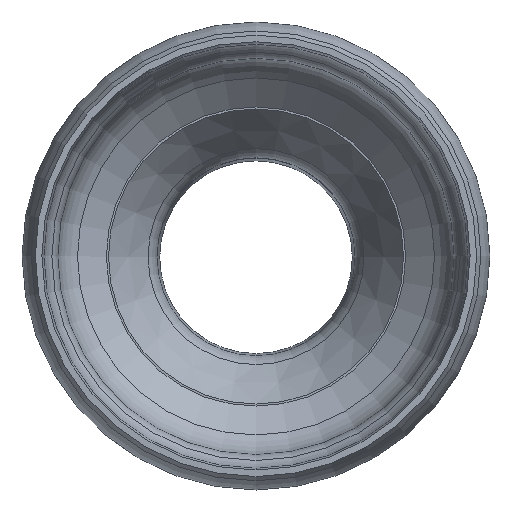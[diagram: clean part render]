
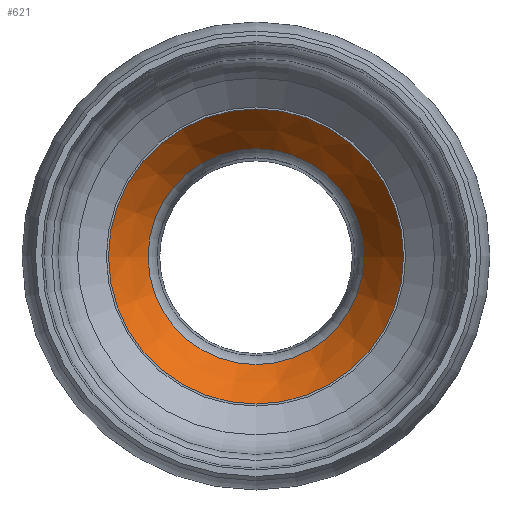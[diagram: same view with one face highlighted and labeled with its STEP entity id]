
A CAD part, top view. The second image highlights one B-rep face of the part: STEP entity #621.
In plain terms, the highlighted conical face has half-angle 33.341 degrees and reference radius 322.132 mm.
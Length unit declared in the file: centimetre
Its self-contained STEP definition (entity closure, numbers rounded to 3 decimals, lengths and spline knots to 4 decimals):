
#80=FACE_OUTER_BOUND('',#120,.T.);
#120=EDGE_LOOP('',(#537,#538,#539,#540,#541));
#146=LINE('',#1142,#164);
#164=VECTOR('',#937,32.2132);
#226=CIRCLE('',#719,27.2219);
#228=CIRCLE('',#721,27.2219);
#229=CIRCLE('',#723,37.2045);
#289=VERTEX_POINT('',#1135);
#290=VERTEX_POINT('',#1136);
#291=VERTEX_POINT('',#1141);
#373=EDGE_CURVE('',#289,#290,#226,.T.);
#375=EDGE_CURVE('',#290,#289,#228,.T.);
#376=EDGE_CURVE('',#290,#291,#146,.T.);
#377=EDGE_CURVE('',#291,#291,#229,.T.);
#537=ORIENTED_EDGE('',*,*,#373,.T.);
#538=ORIENTED_EDGE('',*,*,#376,.T.);
#539=ORIENTED_EDGE('',*,*,#377,.F.);
#540=ORIENTED_EDGE('',*,*,#376,.F.);
#541=ORIENTED_EDGE('',*,*,#375,.T.);
#589=CONICAL_SURFACE('',#722,32.2132,0.582);
#621=ADVANCED_FACE('',(#80),#589,.F.);
#719=AXIS2_PLACEMENT_3D('',#1137,#929,#930);
#721=AXIS2_PLACEMENT_3D('',#1139,#933,#934);
#722=AXIS2_PLACEMENT_3D('',#1140,#935,#936);
#723=AXIS2_PLACEMENT_3D('',#1143,#938,#939);
#929=DIRECTION('center_axis',(0.,0.,
-1.));
#930=DIRECTION('ref_axis',(-1.,0.,0.));
#933=DIRECTION('center_axis',(0.,0.,
-1.));
#934=DIRECTION('ref_axis',(-1.,0.,0.));
#935=DIRECTION('center_axis',(0.,0.,
1.));
#936=DIRECTION('ref_axis',(-1.,0.,0.));
#937=DIRECTION('',(0.55,0.,0.835));
#938=DIRECTION('center_axis',(0.,0.,
-1.));
#939=DIRECTION('ref_axis',(-1.,0.,0.));
#1135=CARTESIAN_POINT('',(0.,-27.2219,83.8264));
#1136=CARTESIAN_POINT('',(27.2219,0.,83.8264));
#1137=CARTESIAN_POINT('Origin',(0.,0.,
83.8264));
#1139=CARTESIAN_POINT('Origin',(0.,0.,
83.8264));
#1140=CARTESIAN_POINT('Origin',(0.,0.,
91.4132));
#1141=CARTESIAN_POINT('',(37.2045,0.,99.));
#1142=CARTESIAN_POINT('',(32.2132,0.,91.4132));
#1143=CARTESIAN_POINT('Origin',(0.,0.,
99.));
